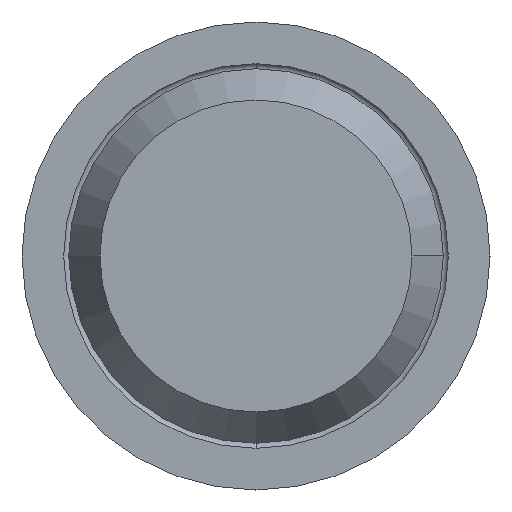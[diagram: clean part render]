
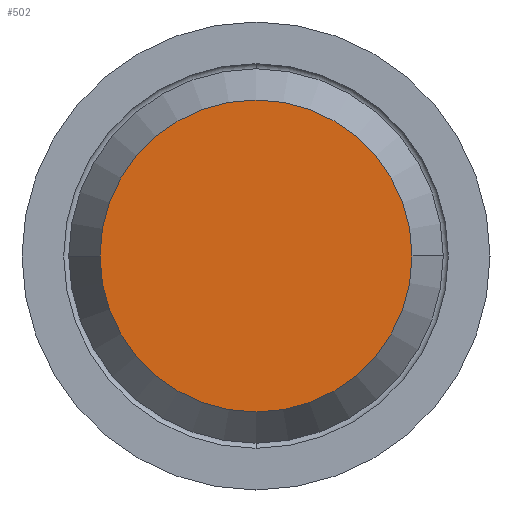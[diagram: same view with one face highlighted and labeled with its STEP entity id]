
A CAD part, left-side view. The second image highlights one B-rep face of the part: STEP entity #502.
In plain terms, the highlighted planar face has unit normal (-1, 0, 0).
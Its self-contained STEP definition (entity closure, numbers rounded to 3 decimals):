
#42 = FACE_OUTER_BOUND ( 'NONE', #520, .T. ) ;
#47 = DIRECTION ( 'NONE',  ( -1., 0., 0. ) ) ;
#54 = CARTESIAN_POINT ( 'NONE',  ( 0., 0., 0. ) ) ;
#96 = DIRECTION ( 'NONE',  ( 0., 1., 0. ) ) ;
#127 = AXIS2_PLACEMENT_3D ( 'NONE', #512, #175, #181 ) ;
#128 = AXIS2_PLACEMENT_3D ( 'NONE', #54, #47, #96 ) ;
#133 = CARTESIAN_POINT ( 'NONE',  ( 0., -5., 0. ) ) ;
#164 = CARTESIAN_POINT ( 'NONE',  ( 0., 0., 0. ) ) ;
#166 = DIRECTION ( 'NONE',  ( 0., 1., 0. ) ) ;
#175 = DIRECTION ( 'NONE',  ( -1., 0., 0. ) ) ;
#181 = DIRECTION ( 'NONE',  ( 0., 1., 0. ) ) ;
#209 = ORIENTED_EDGE ( 'NONE', *, *, #390, .T. ) ;
#214 = VERTEX_POINT ( 'NONE', #227 ) ;
#227 = CARTESIAN_POINT ( 'NONE',  ( 0., 5., 0. ) ) ;
#243 = CIRCLE ( 'NONE', #128, 5. ) ;
#251 = DIRECTION ( 'NONE',  ( 1., 0., 0. ) ) ;
#271 = AXIS2_PLACEMENT_3D ( 'NONE', #164, #251, #166 ) ;
#388 = PLANE ( 'NONE',  #271 ) ;
#390 = EDGE_CURVE ( 'NONE', #214, #513, #471, .T. ) ;
#396 = EDGE_CURVE ( 'NONE', #513, #214, #243, .T. ) ;
#459 = ORIENTED_EDGE ( 'NONE', *, *, #396, .T. ) ;
#471 = CIRCLE ( 'NONE', #127, 5. ) ;
#502 = ADVANCED_FACE ( 'NONE', ( #42 ), #388, .F. ) ;
#512 = CARTESIAN_POINT ( 'NONE',  ( 0., 0., 0. ) ) ;
#513 = VERTEX_POINT ( 'NONE', #133 ) ;
#520 = EDGE_LOOP ( 'NONE', ( #209, #459 ) ) ;
